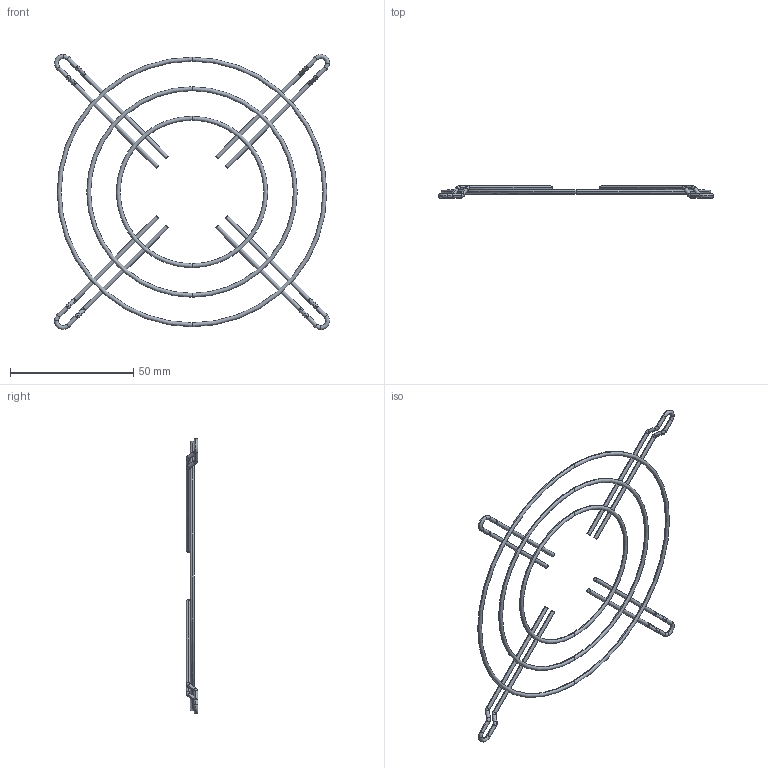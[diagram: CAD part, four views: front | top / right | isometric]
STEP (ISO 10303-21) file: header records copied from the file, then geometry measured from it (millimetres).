
FILE_DESCRIPTION(('FreeCAD Model'),'2;1');
FILE_NAME('G109-3A.stp', '2019-11-15T15:16:01',('Author'),(''), 'Open CASCADE STEP processor 7.3','FreeCAD','Unknown');
FILE_SCHEMA(('AUTOMOTIVE_DESIGN { 1 0 10303 214 1 1 1 1 }'));
Length unit declared in the file: millimetre
Products named in the file (1): G109-3A
Bounding box: 111.8 x 4.83 x 111.8 mm (x, y, z)
Volume: 2593.5 mm3; surface area: 6499.9 mm2
Topology: 7 solids, 7 shells, 116 faces, 864 edges, 2484 vertices
Faces by surface type: torus 60, cylinder 48, plane 8
Entity records: 15354 total; most frequent: CARTESIAN_POINT 4161, DIRECTION 2389, AXIS2_PLACEMENT_3D 837, CIRCLE 736, LINE 699, VECTOR 699, GEOMETRIC_CURVE_SET 577, ORIENTED_EDGE 576
